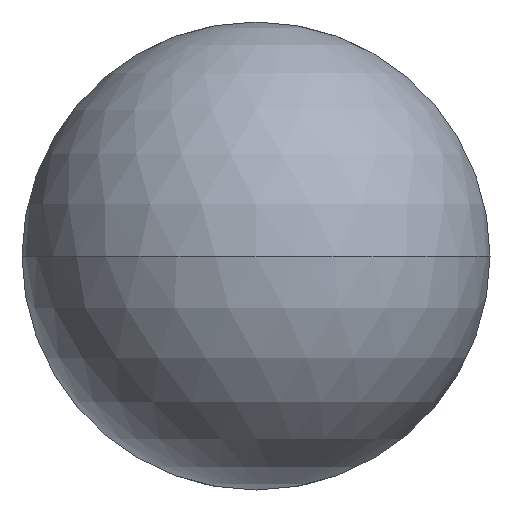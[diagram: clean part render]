
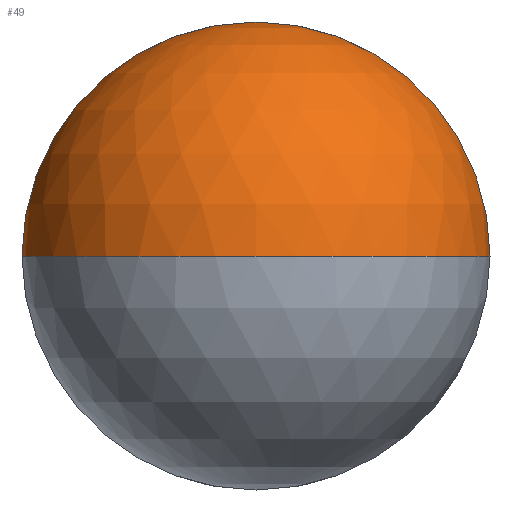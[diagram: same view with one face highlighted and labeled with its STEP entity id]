
A CAD part, front view. The second image highlights one B-rep face of the part: STEP entity #49.
In plain terms, the highlighted spherical face has radius 6.35 mm.
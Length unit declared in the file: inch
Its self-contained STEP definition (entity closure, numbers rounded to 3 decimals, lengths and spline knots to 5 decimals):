
#10 = DIRECTION ( 'NONE',  ( 0., 0., -1. ) ) ;
#25 = CIRCLE ( 'NONE', #322, 0.25 ) ;
#26 = EDGE_CURVE ( 'NONE', #345, #151, #25, .T. ) ;
#36 = VERTEX_POINT ( 'NONE', #141 ) ;
#40 = SPHERICAL_SURFACE ( 'NONE', #316, 0.25 ) ;
#41 = CIRCLE ( 'NONE', #237, 0.25 ) ;
#49 = ADVANCED_FACE ( 'NONE', ( #297 ), #40, .T. ) ;
#73 = AXIS2_PLACEMENT_3D ( 'NONE', #77, #258, #281 ) ;
#77 = CARTESIAN_POINT ( 'NONE',  ( 0., 0.25, 0. ) ) ;
#85 = ORIENTED_EDGE ( 'NONE', *, *, #257, .T. ) ;
#90 = DIRECTION ( 'NONE',  ( 0., 0., -1. ) ) ;
#103 = DIRECTION ( 'NONE',  ( 0., 0., 1. ) ) ;
#115 = EDGE_CURVE ( 'NONE', #345, #262, #274, .T. ) ;
#119 = ORIENTED_EDGE ( 'NONE', *, *, #26, .T. ) ;
#120 = DIRECTION ( 'NONE',  ( 0., -1., 0. ) ) ;
#129 = CARTESIAN_POINT ( 'NONE',  ( 0., 0., 0. ) ) ;
#131 = CARTESIAN_POINT ( 'NONE',  ( 0., 0.25, 0. ) ) ;
#141 = CARTESIAN_POINT ( 'NONE',  ( -0.25, 0.25, 0. ) ) ;
#151 = VERTEX_POINT ( 'NONE', #312 ) ;
#163 = DIRECTION ( 'NONE',  ( 0., 0., 1. ) ) ;
#191 = CARTESIAN_POINT ( 'NONE',  ( 0.25, 0.25, 0. ) ) ;
#194 = DIRECTION ( 'NONE',  ( 0., -1., 0. ) ) ;
#199 = AXIS2_PLACEMENT_3D ( 'NONE', #131, #163, #275 ) ;
#201 = ORIENTED_EDGE ( 'NONE', *, *, #115, .F. ) ;
#237 = AXIS2_PLACEMENT_3D ( 'NONE', #246, #120, #90 ) ;
#246 = CARTESIAN_POINT ( 'NONE',  ( 0., 0.25, 0. ) ) ;
#256 = CARTESIAN_POINT ( 'NONE',  ( 0., 0.25, 0. ) ) ;
#257 = EDGE_CURVE ( 'NONE', #151, #36, #41, .T. ) ;
#258 = DIRECTION ( 'NONE',  ( 0., 0., -1. ) ) ;
#259 = CIRCLE ( 'NONE', #199, 0.25 ) ;
#262 = VERTEX_POINT ( 'NONE', #129 ) ;
#274 = CIRCLE ( 'NONE', #73, 0.25 ) ;
#275 = DIRECTION ( 'NONE',  ( 1., 0., 0. ) ) ;
#281 = DIRECTION ( 'NONE',  ( -1., 0., 0. ) ) ;
#288 = ORIENTED_EDGE ( 'NONE', *, *, #323, .T. ) ;
#297 = FACE_OUTER_BOUND ( 'NONE', #309, .T. ) ;
#309 = EDGE_LOOP ( 'NONE', ( #85, #288, #201, #119 ) ) ;
#312 = CARTESIAN_POINT ( 'NONE',  ( 0., 0.25, 0.25 ) ) ;
#316 = AXIS2_PLACEMENT_3D ( 'NONE', #324, #103, #351 ) ;
#322 = AXIS2_PLACEMENT_3D ( 'NONE', #256, #194, #10 ) ;
#323 = EDGE_CURVE ( 'NONE', #36, #262, #259, .T. ) ;
#324 = CARTESIAN_POINT ( 'NONE',  ( 0., 0.25, 0. ) ) ;
#345 = VERTEX_POINT ( 'NONE', #191 ) ;
#351 = DIRECTION ( 'NONE',  ( 1., 0., 0. ) ) ;
